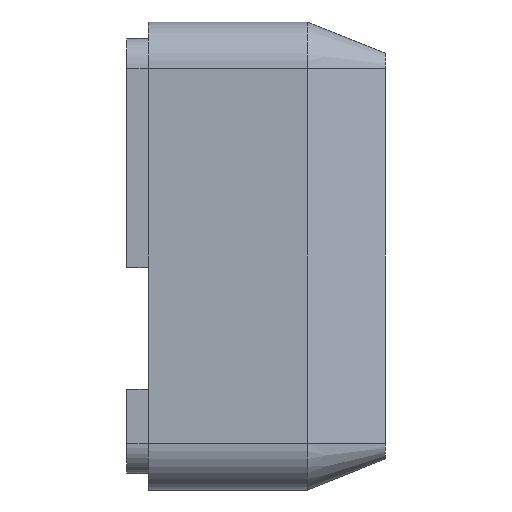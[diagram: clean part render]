
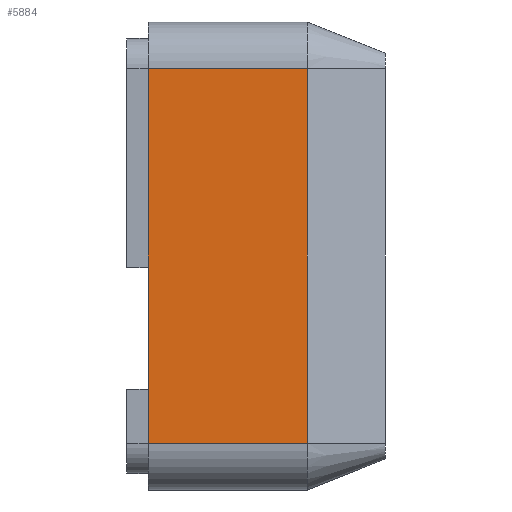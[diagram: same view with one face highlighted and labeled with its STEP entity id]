
A CAD part, left-side view. The second image highlights one B-rep face of the part: STEP entity #5884.
In plain terms, the highlighted planar face has unit normal (-1, 0, 0).
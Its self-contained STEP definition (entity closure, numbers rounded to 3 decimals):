
#128 = PLANE('',#129);
#129 = AXIS2_PLACEMENT_3D('',#130,#131,#132);
#130 = CARTESIAN_POINT('',(0.,0.,0.));
#131 = DIRECTION('',(0.,1.,0.));
#132 = DIRECTION('',(0.,0.,-1.));
#1935 = EDGE_CURVE('',#1936,#1938,#1940,.T.);
#1936 = VERTEX_POINT('',#1937);
#1937 = CARTESIAN_POINT('',(-45.,0.,24.));
#1938 = VERTEX_POINT('',#1939);
#1939 = CARTESIAN_POINT('',(-45.,0.,-24.));
#1940 = SURFACE_CURVE('',#1941,(#1945,#1952),.PCURVE_S1.);
#1941 = LINE('',#1942,#1943);
#1942 = CARTESIAN_POINT('',(-45.,0.,24.));
#1943 = VECTOR('',#1944,1.);
#1944 = DIRECTION('',(0.,0.,-1.));
#1945 = PCURVE('',#128,#1946);
#1946 = DEFINITIONAL_REPRESENTATION('',(#1947),#1951);
#1947 = LINE('',#1948,#1949);
#1948 = CARTESIAN_POINT('',(-24.,45.));
#1949 = VECTOR('',#1950,1.);
#1950 = DIRECTION('',(1.,0.));
#1951 = ( GEOMETRIC_REPRESENTATION_CONTEXT(2) 
PARAMETRIC_REPRESENTATION_CONTEXT() REPRESENTATION_CONTEXT('2D SPACE',''
  ) );
#1952 = PCURVE('',#1953,#1958);
#1953 = PLANE('',#1954);
#1954 = AXIS2_PLACEMENT_3D('',#1955,#1956,#1957);
#1955 = CARTESIAN_POINT('',(-45.,0.,24.));
#1956 = DIRECTION('',(1.,0.,0.));
#1957 = DIRECTION('',(0.,0.,-1.));
#1958 = DEFINITIONAL_REPRESENTATION('',(#1959),#1963);
#1959 = LINE('',#1960,#1961);
#1960 = CARTESIAN_POINT('',(0.,0.));
#1961 = VECTOR('',#1962,1.);
#1962 = DIRECTION('',(1.,0.));
#1963 = ( GEOMETRIC_REPRESENTATION_CONTEXT(2) 
PARAMETRIC_REPRESENTATION_CONTEXT() REPRESENTATION_CONTEXT('2D SPACE',''
  ) );
#1986 = CYLINDRICAL_SURFACE('',#1987,6.);
#1987 = AXIS2_PLACEMENT_3D('',#1988,#1989,#1990);
#1988 = CARTESIAN_POINT('',(-39.,0.,24.));
#1989 = DIRECTION('',(0.,1.,0.));
#1990 = DIRECTION('',(1.,0.,0.));
#2167 = CYLINDRICAL_SURFACE('',#2168,6.);
#2168 = AXIS2_PLACEMENT_3D('',#2169,#2170,#2171);
#2169 = CARTESIAN_POINT('',(-39.,0.,-24.));
#2170 = DIRECTION('',(0.,1.,0.));
#2171 = DIRECTION('',(1.,0.,0.));
#5884 = ADVANCED_FACE('',(#5885),#1953,.F.);
#5885 = FACE_BOUND('',#5886,.F.);
#5886 = EDGE_LOOP('',(#5887,#5910,#5938,#5959));
#5887 = ORIENTED_EDGE('',*,*,#5888,.T.);
#5888 = EDGE_CURVE('',#1936,#5889,#5891,.T.);
#5889 = VERTEX_POINT('',#5890);
#5890 = CARTESIAN_POINT('',(-45.,-20.4,24.));
#5891 = SURFACE_CURVE('',#5892,(#5896,#5903),.PCURVE_S1.);
#5892 = LINE('',#5893,#5894);
#5893 = CARTESIAN_POINT('',(-45.,0.,24.));
#5894 = VECTOR('',#5895,1.);
#5895 = DIRECTION('',(0.,-1.,0.));
#5896 = PCURVE('',#1953,#5897);
#5897 = DEFINITIONAL_REPRESENTATION('',(#5898),#5902);
#5898 = LINE('',#5899,#5900);
#5899 = CARTESIAN_POINT('',(0.,0.));
#5900 = VECTOR('',#5901,1.);
#5901 = DIRECTION('',(0.,-1.));
#5902 = ( GEOMETRIC_REPRESENTATION_CONTEXT(2) 
PARAMETRIC_REPRESENTATION_CONTEXT() REPRESENTATION_CONTEXT('2D SPACE',''
  ) );
#5903 = PCURVE('',#1986,#5904);
#5904 = DEFINITIONAL_REPRESENTATION('',(#5905),#5909);
#5905 = LINE('',#5906,#5907);
#5906 = CARTESIAN_POINT('',(-3.142,0.));
#5907 = VECTOR('',#5908,1.);
#5908 = DIRECTION('',(-0.,-1.));
#5909 = ( GEOMETRIC_REPRESENTATION_CONTEXT(2) 
PARAMETRIC_REPRESENTATION_CONTEXT() REPRESENTATION_CONTEXT('2D SPACE',''
  ) );
#5910 = ORIENTED_EDGE('',*,*,#5911,.T.);
#5911 = EDGE_CURVE('',#5889,#5912,#5914,.T.);
#5912 = VERTEX_POINT('',#5913);
#5913 = CARTESIAN_POINT('',(-45.,-20.4,-24.));
#5914 = SURFACE_CURVE('',#5915,(#5919,#5926),.PCURVE_S1.);
#5915 = LINE('',#5916,#5917);
#5916 = CARTESIAN_POINT('',(-45.,-20.4,24.));
#5917 = VECTOR('',#5918,1.);
#5918 = DIRECTION('',(0.,0.,-1.));
#5919 = PCURVE('',#1953,#5920);
#5920 = DEFINITIONAL_REPRESENTATION('',(#5921),#5925);
#5921 = LINE('',#5922,#5923);
#5922 = CARTESIAN_POINT('',(0.,-20.4));
#5923 = VECTOR('',#5924,1.);
#5924 = DIRECTION('',(1.,0.));
#5925 = ( GEOMETRIC_REPRESENTATION_CONTEXT(2) 
PARAMETRIC_REPRESENTATION_CONTEXT() REPRESENTATION_CONTEXT('2D SPACE',''
  ) );
#5926 = PCURVE('',#5927,#5932);
#5927 = PLANE('',#5928);
#5928 = AXIS2_PLACEMENT_3D('',#5929,#5930,#5931);
#5929 = CARTESIAN_POINT('',(-43.,-25.4,24.));
#5930 = DIRECTION('',(-0.928,-0.371,0.));
#5931 = DIRECTION('',(0.,0.,-1.));
#5932 = DEFINITIONAL_REPRESENTATION('',(#5933),#5937);
#5933 = LINE('',#5934,#5935);
#5934 = CARTESIAN_POINT('',(0.,-5.385));
#5935 = VECTOR('',#5936,1.);
#5936 = DIRECTION('',(1.,0.));
#5937 = ( GEOMETRIC_REPRESENTATION_CONTEXT(2) 
PARAMETRIC_REPRESENTATION_CONTEXT() REPRESENTATION_CONTEXT('2D SPACE',''
  ) );
#5938 = ORIENTED_EDGE('',*,*,#5939,.F.);
#5939 = EDGE_CURVE('',#1938,#5912,#5940,.T.);
#5940 = SURFACE_CURVE('',#5941,(#5945,#5952),.PCURVE_S1.);
#5941 = LINE('',#5942,#5943);
#5942 = CARTESIAN_POINT('',(-45.,0.,-24.));
#5943 = VECTOR('',#5944,1.);
#5944 = DIRECTION('',(0.,-1.,0.));
#5945 = PCURVE('',#1953,#5946);
#5946 = DEFINITIONAL_REPRESENTATION('',(#5947),#5951);
#5947 = LINE('',#5948,#5949);
#5948 = CARTESIAN_POINT('',(48.,0.));
#5949 = VECTOR('',#5950,1.);
#5950 = DIRECTION('',(0.,-1.));
#5951 = ( GEOMETRIC_REPRESENTATION_CONTEXT(2) 
PARAMETRIC_REPRESENTATION_CONTEXT() REPRESENTATION_CONTEXT('2D SPACE',''
  ) );
#5952 = PCURVE('',#2167,#5953);
#5953 = DEFINITIONAL_REPRESENTATION('',(#5954),#5958);
#5954 = LINE('',#5955,#5956);
#5955 = CARTESIAN_POINT('',(-3.142,0.));
#5956 = VECTOR('',#5957,1.);
#5957 = DIRECTION('',(-0.,-1.));
#5958 = ( GEOMETRIC_REPRESENTATION_CONTEXT(2) 
PARAMETRIC_REPRESENTATION_CONTEXT() REPRESENTATION_CONTEXT('2D SPACE',''
  ) );
#5959 = ORIENTED_EDGE('',*,*,#1935,.F.);
